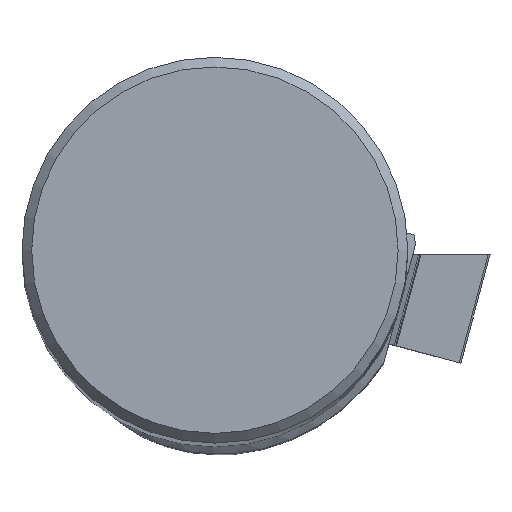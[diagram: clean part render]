
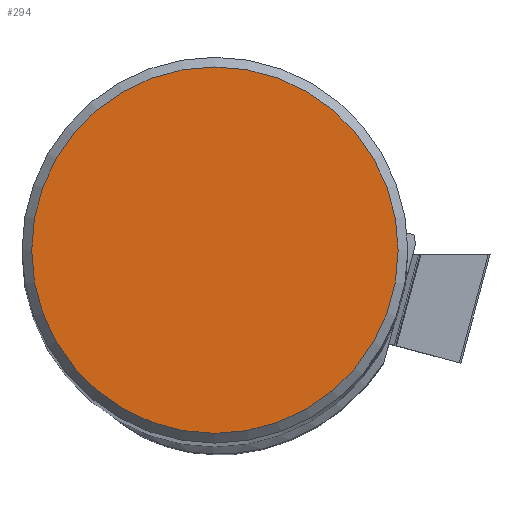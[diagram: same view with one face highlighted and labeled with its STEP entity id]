
A CAD part, top view. The second image highlights one B-rep face of the part: STEP entity #294.
In plain terms, the highlighted planar face has unit normal (0, 0, 1).
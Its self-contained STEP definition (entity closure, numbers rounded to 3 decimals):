
#212=CIRCLE('',#2055,9.491);
#294=ADVANCED_FACE('',(#437),#358,.T.);
#358=PLANE('',#2056);
#437=FACE_OUTER_BOUND('',#530,.T.);
#530=EDGE_LOOP('',(#1008));
#1008=ORIENTED_EDGE('',*,*,#1494,.F.);
#1251=VERTEX_POINT('',#3322);
#1494=EDGE_CURVE('',#1251,#1251,#212,.T.);
#2055=AXIS2_PLACEMENT_3D('',#3321,#2541,#2542);
#2056=AXIS2_PLACEMENT_3D('',#3323,#2543,#2544);
#2541=DIRECTION('',(0.,0.,-1.));
#2542=DIRECTION('',(-1.,0.,0.));
#2543=DIRECTION('',(0.,0.,1.));
#2544=DIRECTION('',(-1.,0.,0.));
#3321=CARTESIAN_POINT('',(0.,0.,0.));
#3322=CARTESIAN_POINT('',(-9.491,0.,0.));
#3323=CARTESIAN_POINT('',(0.,0.,0.));
